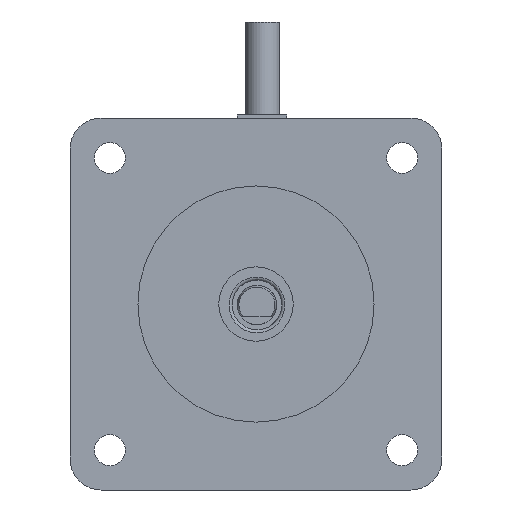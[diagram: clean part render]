
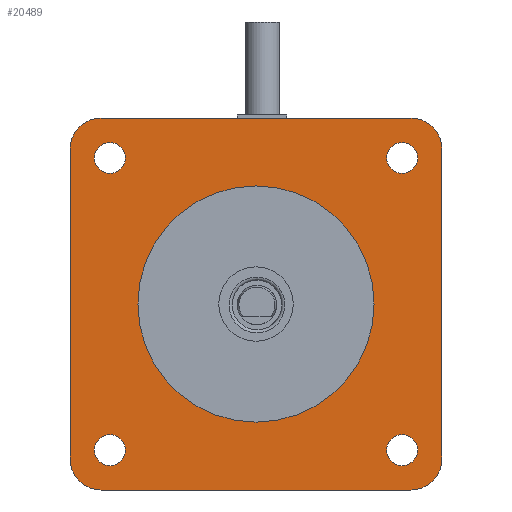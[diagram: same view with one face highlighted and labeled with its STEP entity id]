
A CAD part, front view. The second image highlights one B-rep face of the part: STEP entity #20489.
In plain terms, the highlighted face is planar.
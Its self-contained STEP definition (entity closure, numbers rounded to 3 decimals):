
#2009=LINE('',#34329,#4053);
#2021=LINE('',#34366,#4065);
#2038=LINE('',#34416,#4082);
#2052=LINE('',#34460,#4096);
#4053=VECTOR('',#28188,1000.);
#4065=VECTOR('',#28220,1000.);
#4082=VECTOR('',#28269,1000.);
#4096=VECTOR('',#28315,1000.);
#4767=PLANE('',#22565);
#10536=ORIENTED_EDGE('',*,*,#13667,.F.);
#10537=ORIENTED_EDGE('',*,*,#13576,.F.);
#10538=ORIENTED_EDGE('',*,*,#13598,.F.);
#10539=ORIENTED_EDGE('',*,*,#13617,.F.);
#10540=ORIENTED_EDGE('',*,*,#13664,.F.);
#10541=ORIENTED_EDGE('',*,*,#13565,.F.);
#10542=ORIENTED_EDGE('',*,*,#13559,.F.);
#10543=ORIENTED_EDGE('',*,*,#13590,.F.);
#10544=ORIENTED_EDGE('',*,*,#13555,.F.);
#10545=ORIENTED_EDGE('',*,*,#13612,.F.);
#10546=ORIENTED_EDGE('',*,*,#13551,.F.);
#10547=ORIENTED_EDGE('',*,*,#13547,.F.);
#10548=ORIENTED_EDGE('',*,*,#13666,.F.);
#13547=EDGE_CURVE('',#15633,#15634,#2009,.T.);
#13551=EDGE_CURVE('',#15634,#15636,#16658,.T.);
#13555=EDGE_CURVE('',#15638,#15640,#16660,.T.);
#13559=EDGE_CURVE('',#15642,#15644,#16662,.T.);
#13565=EDGE_CURVE('',#15644,#15649,#2021,.T.);
#13576=EDGE_CURVE('',#15657,#15657,#16667,.T.);
#13590=EDGE_CURVE('',#15640,#15642,#2038,.T.);
#13598=EDGE_CURVE('',#15671,#15671,#16675,.T.);
#13612=EDGE_CURVE('',#15636,#15638,#2052,.T.);
#13617=EDGE_CURVE('',#15683,#15683,#16683,.T.);
#13664=EDGE_CURVE('',#15715,#15715,#16699,.T.);
#13666=EDGE_CURVE('',#15649,#15633,#16701,.T.);
#13667=EDGE_CURVE('',#15716,#15716,#16702,.T.);
#15633=VERTEX_POINT('',#34328);
#15634=VERTEX_POINT('',#34330);
#15636=VERTEX_POINT('',#34337);
#15638=VERTEX_POINT('',#34343);
#15640=VERTEX_POINT('',#34346);
#15642=VERTEX_POINT('',#34352);
#15644=VERTEX_POINT('',#34355);
#15649=VERTEX_POINT('',#34367);
#15657=VERTEX_POINT('',#34389);
#15671=VERTEX_POINT('',#34433);
#15683=VERTEX_POINT('',#34471);
#15715=VERTEX_POINT('',#34574);
#15716=VERTEX_POINT('',#34581);
#16658=CIRCLE('',#22474,5.);
#16660=CIRCLE('',#22477,5.);
#16662=CIRCLE('',#22480,5.);
#16667=CIRCLE('',#22489,2.5);
#16675=CIRCLE('',#22505,2.5);
#16683=CIRCLE('',#22520,2.5);
#16699=CIRCLE('',#22560,2.5);
#16701=CIRCLE('',#22564,5.);
#16702=CIRCLE('',#22566,19.05);
#17811=EDGE_LOOP('',(#10536));
#17812=EDGE_LOOP('',(#10537));
#17813=EDGE_LOOP('',(#10538));
#17814=EDGE_LOOP('',(#10539));
#17815=EDGE_LOOP('',(#10540));
#17816=EDGE_LOOP('',(#10541,#10542,#10543,#10544,#10545,#10546,#10547,#10548));
#18958=FACE_BOUND('',#17811,.T.);
#18959=FACE_BOUND('',#17812,.T.);
#18960=FACE_BOUND('',#17813,.T.);
#18961=FACE_BOUND('',#17814,.T.);
#18962=FACE_BOUND('',#17815,.T.);
#18963=FACE_BOUND('',#17816,.T.);
#20489=ADVANCED_FACE('',(#18958,#18959,#18960,#18961,#18962,#18963),#4767,
 .T.);
#22474=AXIS2_PLACEMENT_3D('',#34336,#28194,#28195);
#22477=AXIS2_PLACEMENT_3D('',#34345,#28202,#28203);
#22480=AXIS2_PLACEMENT_3D('',#34354,#28210,#28211);
#22489=AXIS2_PLACEMENT_3D('',#34388,#28240,#28241);
#22505=AXIS2_PLACEMENT_3D('',#34432,#28286,#28287);
#22520=AXIS2_PLACEMENT_3D('',#34470,#28327,#28328);
#22560=AXIS2_PLACEMENT_3D('',#34573,#28438,#28439);
#22564=AXIS2_PLACEMENT_3D('',#34578,#28446,#28447);
#22565=AXIS2_PLACEMENT_3D('',#34579,#28448,#28449);
#22566=AXIS2_PLACEMENT_3D('',#34580,#28450,#28451);
#28188=DIRECTION('',(1.,0.,0.));
#28194=DIRECTION('',(0.,-1.,0.));
#28195=DIRECTION('',(0.,0.,-1.));
#28202=DIRECTION('',(0.,-1.,0.));
#28203=DIRECTION('',(1.,0.,0.));
#28210=DIRECTION('',(0.,-1.,0.));
#28211=DIRECTION('',(0.,0.,1.));
#28220=DIRECTION('',(0.,0.,-1.));
#28240=DIRECTION('',(0.,1.,0.));
#28241=DIRECTION('',(-1.,0.,0.));
#28269=DIRECTION('',(-1.,0.,0.));
#28286=DIRECTION('',(0.,1.,0.));
#28287=DIRECTION('',(-1.,0.,0.));
#28315=DIRECTION('',(0.,0.,1.));
#28327=DIRECTION('',(0.,1.,0.));
#28328=DIRECTION('',(-1.,0.,0.));
#28438=DIRECTION('',(0.,1.,0.));
#28439=DIRECTION('',(-1.,0.,0.));
#28446=DIRECTION('',(0.,-1.,0.));
#28447=DIRECTION('',(-1.,0.,0.));
#28448=DIRECTION('',(0.,1.,0.));
#28449=DIRECTION('',(0.,0.,1.));
#28450=DIRECTION('',(0.,1.,0.));
#28451=DIRECTION('',(0.,0.,-1.));
#34328=CARTESIAN_POINT('',(-25.,11.,-30.));
#34329=CARTESIAN_POINT('',(-25.,11.,-30.));
#34330=CARTESIAN_POINT('',(25.,11.,-30.));
#34336=CARTESIAN_POINT('',(25.,11.,-25.));
#34337=CARTESIAN_POINT('',(30.,11.,-25.));
#34343=CARTESIAN_POINT('',(30.,11.,25.));
#34345=CARTESIAN_POINT('',(25.,11.,25.));
#34346=CARTESIAN_POINT('',(25.,11.,30.));
#34352=CARTESIAN_POINT('',(-25.,11.,30.));
#34354=CARTESIAN_POINT('',(-25.,11.,25.));
#34355=CARTESIAN_POINT('',(-30.,11.,25.));
#34366=CARTESIAN_POINT('',(-30.,11.,25.));
#34367=CARTESIAN_POINT('',(-30.,11.,-25.));
#34388=CARTESIAN_POINT('',(-23.57,11.,23.57));
#34389=CARTESIAN_POINT('',(-26.07,11.,23.57));
#34416=CARTESIAN_POINT('',(25.,11.,30.));
#34432=CARTESIAN_POINT('',(23.57,11.,23.57));
#34433=CARTESIAN_POINT('',(21.07,11.,23.57));
#34460=CARTESIAN_POINT('',(30.,11.,-25.));
#34470=CARTESIAN_POINT('',(23.57,11.,-23.57));
#34471=CARTESIAN_POINT('',(21.07,11.,-23.57));
#34573=CARTESIAN_POINT('',(-23.57,11.,-23.57));
#34574=CARTESIAN_POINT('',(-26.07,11.,-23.57));
#34578=CARTESIAN_POINT('',(-25.,11.,-25.));
#34579=CARTESIAN_POINT('',(0.,11.,0.));
#34580=CARTESIAN_POINT('',(0.,11.,0.));
#34581=CARTESIAN_POINT('',(0.,11.,-19.05));
